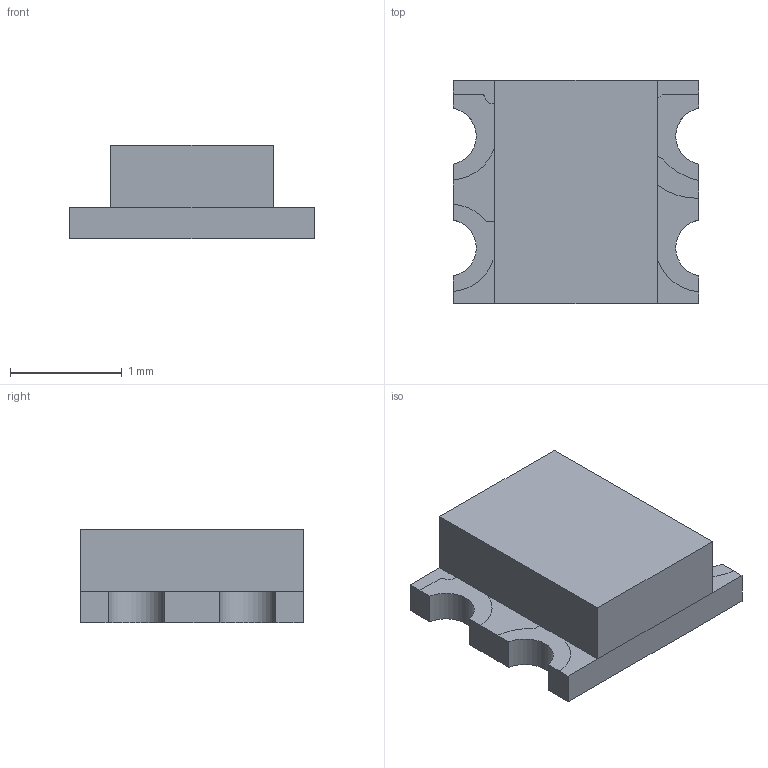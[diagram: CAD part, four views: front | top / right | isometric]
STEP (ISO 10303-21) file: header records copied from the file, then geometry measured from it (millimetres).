
FILE_DESCRIPTION(/* description */ ('Unknown'),/* implementation_level */ '2;1');
FILE_NAME(/* name */ '4684',/* time_stamp */ '2023-09-29T10:04:22+02:00',/* author */ ('Unknown'),/* organization */ ('Unknown'),/* preprocessor_version */ 'ST-DEVELOPER v18.102',/* originating_system */ 'Solid Edge',/* authorisation */ 'Unknown');
FILE_SCHEMA (('AUTOMOTIVE_DESIGN {1 0 10303 214 3 1 1}'));
Length unit declared in the file: millimetre
Products named in the file (1): Part6
Bounding box: 2.2 x 2 x 0.84 mm (x, y, z)
Volume: 2.8 mm3; surface area: 14.6 mm2
Topology: 1 solids, 1 shells, 34 faces, 107 edges, 75 vertices
Faces by surface type: plane 30, cylinder 4
Entity records: 1472 total; most frequent: CARTESIAN_POINT 217, ORIENTED_EDGE 214, DIRECTION 196, EDGE_CURVE 107, LINE 88, VECTOR 88, VERTEX_POINT 75, AXIS2_PLACEMENT_3D 54
